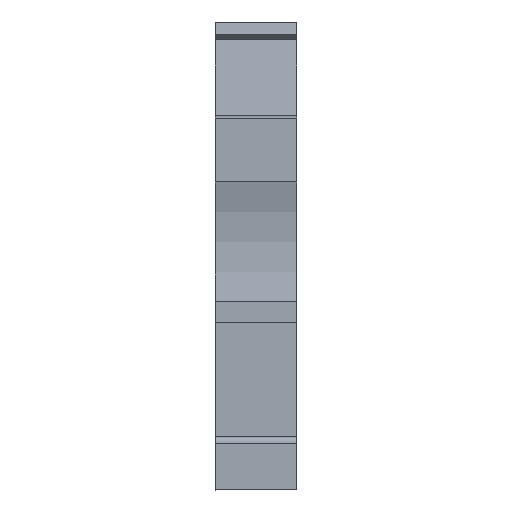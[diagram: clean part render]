
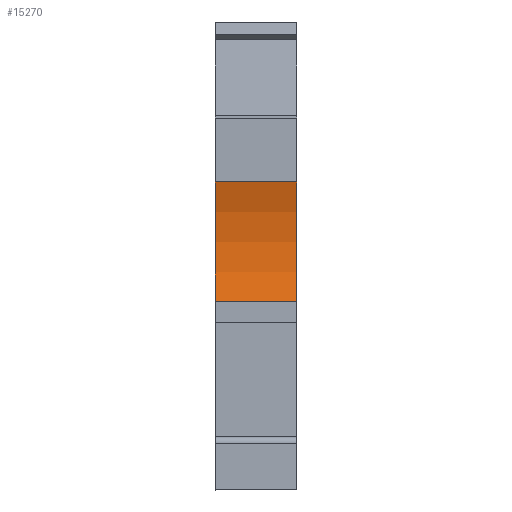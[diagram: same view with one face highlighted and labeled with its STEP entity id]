
A CAD part, front view. The second image highlights one B-rep face of the part: STEP entity #15270.
In plain terms, the highlighted cylindrical face has radius 15 mm (diameter 30 mm), a partial arc.
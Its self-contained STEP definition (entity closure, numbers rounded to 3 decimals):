
#280=CARTESIAN_POINT('',(-45.4,8.2,
6.15));
#290=VERTEX_POINT('',#280);
#320=CARTESIAN_POINT('',(-59.709,12.7,
6.15));
#330=DIRECTION('',(0.,0.,1.));
#340=DIRECTION('',(1.,0.,0.));
#350=AXIS2_PLACEMENT_3D('',#320,#330,#340);
#360=CIRCLE('',#350,15.);
#370=CARTESIAN_POINT('',(-45.4,17.2,
6.15));
#380=VERTEX_POINT('',#370);
#390=EDGE_CURVE('',#290,#380,#360,.T.);
#12120=CARTESIAN_POINT('',(-45.4,17.2,
0.));
#12130=VERTEX_POINT('',#12120);
#12160=CARTESIAN_POINT('',(-59.709,12.7,
0.));
#12170=DIRECTION('',(0.,0.,1.));
#12180=DIRECTION('',(1.,0.,0.));
#12190=AXIS2_PLACEMENT_3D('',#12160,#12170,#12180);
#12200=CIRCLE('',#12190,15.);
#12210=CARTESIAN_POINT('',(-45.4,8.2,
0.));
#12220=VERTEX_POINT('',#12210);
#12230=EDGE_CURVE('',#12220,#12130,#12200,.T.);
#14950=CARTESIAN_POINT('',(-45.4,8.2,
6.15));
#14960=DIRECTION('',(0.,0.,1.));
#14970=VECTOR('',#14960,1.);
#14980=LINE('',#14950,#14970);
#14990=EDGE_CURVE('',#12220,#290,#14980,.T.);
#15110=CARTESIAN_POINT('',(-59.709,12.7,
6.15));
#15120=DIRECTION('',(0.,0.,1.));
#15130=DIRECTION('',(1.,0.,0.));
#15140=AXIS2_PLACEMENT_3D('',#15110,#15120,#15130);
#15150=CYLINDRICAL_SURFACE('',#15140,15.);
#15160=ORIENTED_EDGE('',*,*,#390,.T.);
#15170=ORIENTED_EDGE('',*,*,#14990,.T.);
#15180=ORIENTED_EDGE('',*,*,#12230,.F.);
#15190=CARTESIAN_POINT('',(-45.4,17.2,
6.15));
#15200=DIRECTION('',(0.,0.,1.));
#15210=VECTOR('',#15200,1.);
#15220=LINE('',#15190,#15210);
#15230=EDGE_CURVE('',#12130,#380,#15220,.T.);
#15240=ORIENTED_EDGE('',*,*,#15230,.F.);
#15250=EDGE_LOOP('',(#15240,#15180,#15170,#15160));
#15260=FACE_OUTER_BOUND('',#15250,.T.);
#15270=ADVANCED_FACE('',(#15260),#15150,.F.);
